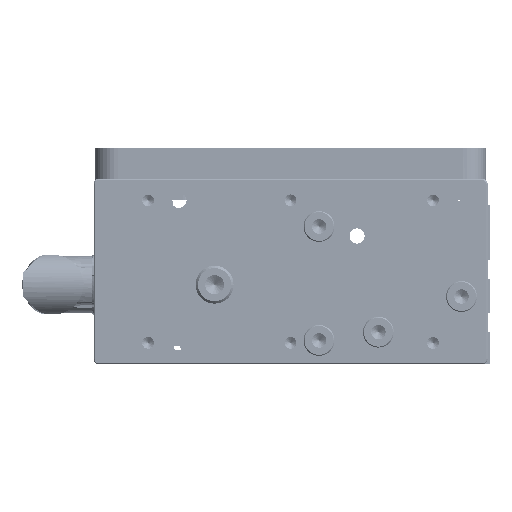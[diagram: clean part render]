
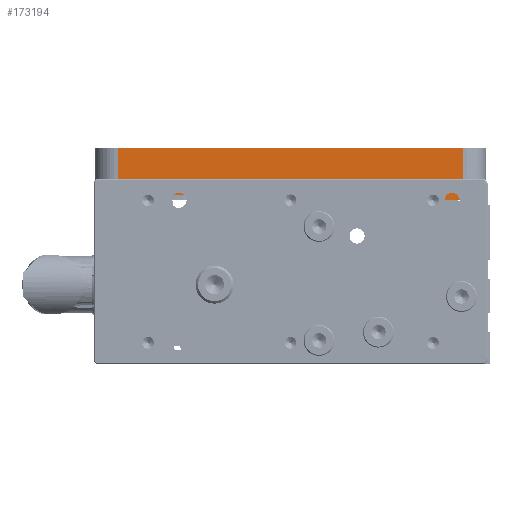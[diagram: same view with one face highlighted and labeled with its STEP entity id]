
A CAD part, left-side view. The second image highlights one B-rep face of the part: STEP entity #173194.
In plain terms, the highlighted planar face has unit normal (-1, 0, 0).
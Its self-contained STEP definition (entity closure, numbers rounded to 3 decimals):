
#2134 = CARTESIAN_POINT ( 'NONE',  ( -100., -59., 0. ) ) ;
#2883 = VERTEX_POINT ( 'NONE', #183355 ) ;
#4114 = VECTOR ( 'NONE', #11044, 1000. ) ;
#4449 = CIRCLE ( 'NONE', #133923, 2. ) ;
#11044 = DIRECTION ( 'NONE',  ( 0., 0., 1. ) ) ;
#12958 = DIRECTION ( 'NONE',  ( 0., -1., 0. ) ) ;
#14446 = LINE ( 'NONE', #42514, #42222 ) ;
#14983 = LINE ( 'NONE', #189353, #99617 ) ;
#15402 = EDGE_CURVE ( 'NONE', #152165, #107365, #63464, .T. ) ;
#16601 = VECTOR ( 'NONE', #144923, 1000. ) ;
#19125 = DIRECTION ( 'NONE',  ( 0., -1., 0. ) ) ;
#19247 = VECTOR ( 'NONE', #23097, 1000. ) ;
#22743 = PLANE ( 'NONE',  #77964 ) ;
#23097 = DIRECTION ( 'NONE',  ( 0., 0., 1. ) ) ;
#23617 = EDGE_CURVE ( 'NONE', #75152, #65264, #14446, .T. ) ;
#26536 = LINE ( 'NONE', #90016, #4114 ) ;
#26895 = CARTESIAN_POINT ( 'NONE',  ( -100., 95., 22. ) ) ;
#32651 = LINE ( 'NONE', #34695, #201833 ) ;
#34695 = CARTESIAN_POINT ( 'NONE',  ( -100., -59., -4. ) ) ;
#35597 = LINE ( 'NONE', #176862, #36936 ) ;
#35915 = VERTEX_POINT ( 'NONE', #114026 ) ;
#36022 = EDGE_CURVE ( 'NONE', #2883, #68874, #53687, .T. ) ;
#36684 = VERTEX_POINT ( 'NONE', #190486 ) ;
#36936 = VECTOR ( 'NONE', #99051, 1000. ) ;
#37266 = ORIENTED_EDGE ( 'NONE', *, *, #133351, .T. ) ;
#39378 = DIRECTION ( 'NONE',  ( 0., 1., 0. ) ) ;
#39600 = VECTOR ( 'NONE', #90376, 1000. ) ;
#40263 = CARTESIAN_POINT ( 'NONE',  ( -100., -5., 0. ) ) ;
#42222 = VECTOR ( 'NONE', #105930, 1000. ) ;
#42514 = CARTESIAN_POINT ( 'NONE',  ( -100., 95., 0. ) ) ;
#46523 = VECTOR ( 'NONE', #196863, 1000. ) ;
#50558 = VERTEX_POINT ( 'NONE', #63007 ) ;
#53687 = LINE ( 'NONE', #151319, #46523 ) ;
#57708 = DIRECTION ( 'NONE',  ( 0., 0., -1. ) ) ;
#61712 = VERTEX_POINT ( 'NONE', #169769 ) ;
#63007 = CARTESIAN_POINT ( 'NONE',  ( -100., -5., 2. ) ) ;
#63077 = VERTEX_POINT ( 'NONE', #190993 ) ;
#63464 = CIRCLE ( 'NONE', #93478, 8. ) ;
#65264 = VERTEX_POINT ( 'NONE', #145109 ) ;
#67700 = ORIENTED_EDGE ( 'NONE', *, *, #121905, .F. ) ;
#68874 = VERTEX_POINT ( 'NONE', #133862 ) ;
#72482 = VECTOR ( 'NONE', #57708, 1000. ) ;
#73311 = LINE ( 'NONE', #136684, #72482 ) ;
#73859 = CARTESIAN_POINT ( 'NONE',  ( -100., -41.75, 0. ) ) ;
#74007 = CARTESIAN_POINT ( 'NONE',  ( -100., -59., -4. ) ) ;
#74914 = DIRECTION ( 'NONE',  ( 0., 1., 0. ) ) ;
#75152 = VERTEX_POINT ( 'NONE', #89863 ) ;
#76051 = LINE ( 'NONE', #109242, #102506 ) ;
#76110 = EDGE_CURVE ( 'NONE', #106797, #191856, #134386, .T. ) ;
#77964 = AXIS2_PLACEMENT_3D ( 'NONE', #100800, #101828, #39378 ) ;
#84301 = ORIENTED_EDGE ( 'NONE', *, *, #139531, .F. ) ;
#84803 = DIRECTION ( 'NONE',  ( 0., -1., 0. ) ) ;
#85804 = ORIENTED_EDGE ( 'NONE', *, *, #87703, .F. ) ;
#86385 = ORIENTED_EDGE ( 'NONE', *, *, #182331, .T. ) ;
#87703 = EDGE_CURVE ( 'NONE', #63077, #65264, #35597, .T. ) ;
#89863 = CARTESIAN_POINT ( 'NONE',  ( -100., -7., 0. ) ) ;
#90016 = CARTESIAN_POINT ( 'NONE',  ( -100., -23.5, 2.5 ) ) ;
#90376 = DIRECTION ( 'NONE',  ( 0., -1., 0. ) ) ;
#93478 = AXIS2_PLACEMENT_3D ( 'NONE', #73859, #200414, #74914 ) ;
#99051 = DIRECTION ( 'NONE',  ( 0., 0., -1. ) ) ;
#99617 = VECTOR ( 'NONE', #12958, 1000. ) ;
#100800 = CARTESIAN_POINT ( 'NONE',  ( -100., 95., 22. ) ) ;
#101828 = DIRECTION ( 'NONE',  ( 1., 0., 0. ) ) ;
#102506 = VECTOR ( 'NONE', #158025, 1000. ) ;
#103701 = DIRECTION ( 'NONE',  ( 1., 0., 0. ) ) ;
#105930 = DIRECTION ( 'NONE',  ( 0., -1., 0. ) ) ;
#106797 = VERTEX_POINT ( 'NONE', #74007 ) ;
#107180 = VERTEX_POINT ( 'NONE', #117459 ) ;
#107365 = VERTEX_POINT ( 'NONE', #131792 ) ;
#109242 = CARTESIAN_POINT ( 'NONE',  ( -100., 95., 0. ) ) ;
#111426 = ORIENTED_EDGE ( 'NONE', *, *, #23617, .T. ) ;
#114026 = CARTESIAN_POINT ( 'NONE',  ( -100., -23.5, 2.5 ) ) ;
#115775 = ORIENTED_EDGE ( 'NONE', *, *, #76110, .F. ) ;
#117459 = CARTESIAN_POINT ( 'NONE',  ( -100., -23.5, 0. ) ) ;
#119172 = ORIENTED_EDGE ( 'NONE', *, *, #187262, .F. ) ;
#121905 = EDGE_CURVE ( 'NONE', #61712, #68874, #169219, .T. ) ;
#122193 = ORIENTED_EDGE ( 'NONE', *, *, #134239, .T. ) ;
#124284 = EDGE_LOOP ( 'NONE', ( #164283, #165658, #115775, #122193, #153616, #67700, #86385, #37266, #194078, #111426, #85804, #84301, #119172, #159806 ) ) ;
#128577 = VECTOR ( 'NONE', #84803, 1000. ) ;
#131563 = LINE ( 'NONE', #164720, #128577 ) ;
#131792 = CARTESIAN_POINT ( 'NONE',  ( -100., -49.75, 0. ) ) ;
#133351 = EDGE_CURVE ( 'NONE', #36684, #50558, #131563, .T. ) ;
#133862 = CARTESIAN_POINT ( 'NONE',  ( -100., -60., 22. ) ) ;
#133923 = AXIS2_PLACEMENT_3D ( 'NONE', #40263, #103701, #167015 ) ;
#134239 = EDGE_CURVE ( 'NONE', #106797, #2883, #32651, .T. ) ;
#134386 = LINE ( 'NONE', #181000, #19247 ) ;
#136075 = FACE_OUTER_BOUND ( 'NONE', #124284, .T. ) ;
#136684 = CARTESIAN_POINT ( 'NONE',  ( -100., 85., 22. ) ) ;
#139531 = EDGE_CURVE ( 'NONE', #35915, #63077, #140907, .T. ) ;
#140907 = LINE ( 'NONE', #204056, #16601 ) ;
#144923 = DIRECTION ( 'NONE',  ( 0., 1., 0. ) ) ;
#145109 = CARTESIAN_POINT ( 'NONE',  ( -100., -19.5, 0. ) ) ;
#150046 = EDGE_CURVE ( 'NONE', #107180, #152165, #76051, .T. ) ;
#151319 = CARTESIAN_POINT ( 'NONE',  ( -100., -60., 22. ) ) ;
#152165 = VERTEX_POINT ( 'NONE', #162299 ) ;
#153616 = ORIENTED_EDGE ( 'NONE', *, *, #36022, .T. ) ;
#155618 = EDGE_CURVE ( 'NONE', #50558, #75152, #4449, .T. ) ;
#158025 = DIRECTION ( 'NONE',  ( 0., -1., 0. ) ) ;
#159806 = ORIENTED_EDGE ( 'NONE', *, *, #150046, .T. ) ;
#162299 = CARTESIAN_POINT ( 'NONE',  ( -100., -33.75, 0. ) ) ;
#164283 = ORIENTED_EDGE ( 'NONE', *, *, #15402, .T. ) ;
#164720 = CARTESIAN_POINT ( 'NONE',  ( -100., -7., 2. ) ) ;
#165658 = ORIENTED_EDGE ( 'NONE', *, *, #185101, .T. ) ;
#167015 = DIRECTION ( 'NONE',  ( 0., 1., 0. ) ) ;
#169219 = LINE ( 'NONE', #26895, #39600 ) ;
#169769 = CARTESIAN_POINT ( 'NONE',  ( -100., 85., 22. ) ) ;
#173194 = ADVANCED_FACE ( 'NONE', ( #136075 ), #22743, .F. ) ;
#176862 = CARTESIAN_POINT ( 'NONE',  ( -100., -19.5, 2.5 ) ) ;
#181000 = CARTESIAN_POINT ( 'NONE',  ( -100., -59., -4. ) ) ;
#182331 = EDGE_CURVE ( 'NONE', #61712, #36684, #73311, .T. ) ;
#183355 = CARTESIAN_POINT ( 'NONE',  ( -100., -60., -4. ) ) ;
#185101 = EDGE_CURVE ( 'NONE', #107365, #191856, #14983, .T. ) ;
#187262 = EDGE_CURVE ( 'NONE', #107180, #35915, #26536, .T. ) ;
#189353 = CARTESIAN_POINT ( 'NONE',  ( -100., 95., 0. ) ) ;
#190486 = CARTESIAN_POINT ( 'NONE',  ( -100., 85., 2. ) ) ;
#190993 = CARTESIAN_POINT ( 'NONE',  ( -100., -19.5, 2.5 ) ) ;
#191856 = VERTEX_POINT ( 'NONE', #2134 ) ;
#194078 = ORIENTED_EDGE ( 'NONE', *, *, #155618, .T. ) ;
#196863 = DIRECTION ( 'NONE',  ( 0., 0., 1. ) ) ;
#200414 = DIRECTION ( 'NONE',  ( 1., 0., 0. ) ) ;
#201833 = VECTOR ( 'NONE', #19125, 1000. ) ;
#204056 = CARTESIAN_POINT ( 'NONE',  ( -100., -19.5, 2.5 ) ) ;
